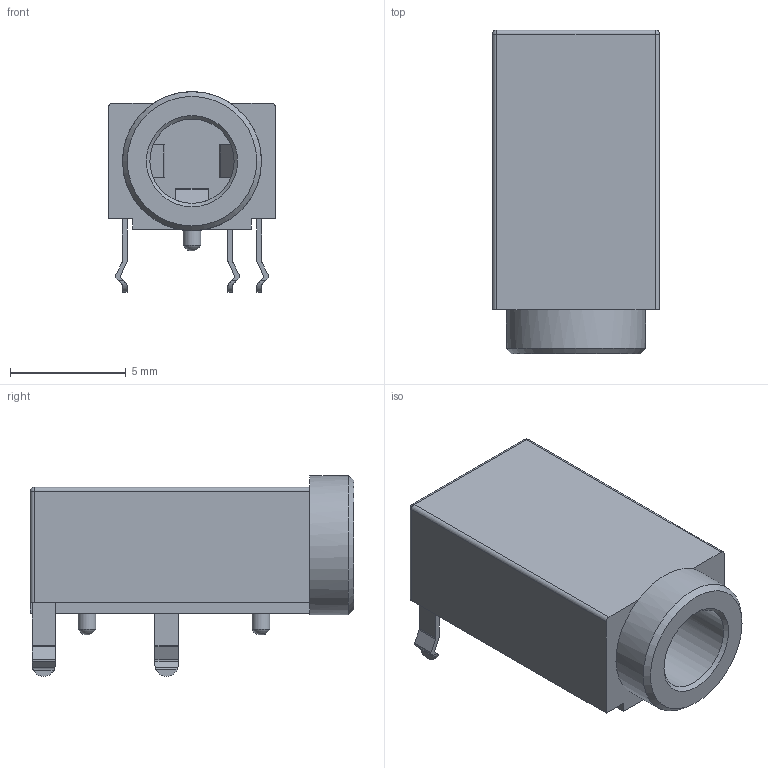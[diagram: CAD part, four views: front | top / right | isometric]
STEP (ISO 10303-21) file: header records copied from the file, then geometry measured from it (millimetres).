
FILE_DESCRIPTION(/* description */ ('Unknown'),/* implementation_level */ '2;1');
FILE_NAME(/* name */ 'STX-3000 ',/* time_stamp */ '2023-01-27T12:12:22+02:00',/* author */ ('Unknown'),/* organization */ ('Unknown'),/* preprocessor_version */ 'ST-DEVELOPER v18.1',/* originating_system */ 'Solid Edge',/* authorisation */ 'Unknown');
FILE_SCHEMA (('AUTOMOTIVE_DESIGN {1 0 10303 214 3 1 1}'));
Length unit declared in the file: millimetre
Products named in the file (1): STX-3000 
Bounding box: 7.2 x 13.97 x 8.66 mm (x, y, z)
Volume: 428.3 mm3; surface area: 540.9 mm2
Topology: 1 solids, 1 shells, 102 faces, 273 edges, 177 vertices
Faces by surface type: plane 60, cylinder 36, sphere 4, cone 2
Full cylindrical faces by diameter (mm): 0.759 x2, 3.636 x1, 5.998 x1
Entity records: 3804 total; most frequent: CARTESIAN_POINT 562, DIRECTION 531, ORIENTED_EDGE 508, EDGE_CURVE 254, AXIS2_PLACEMENT_3D 186, VERTEX_POINT 169, LINE 159, VECTOR 159
